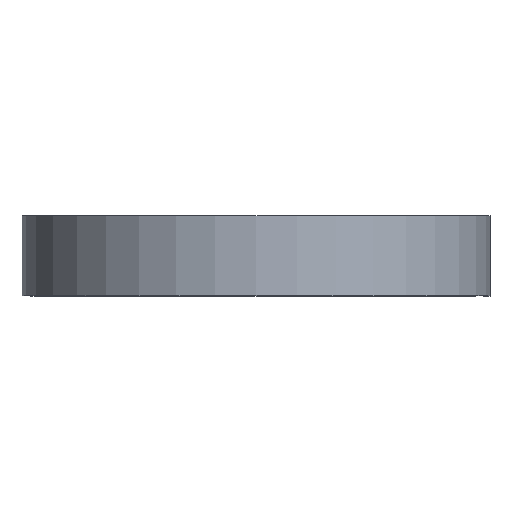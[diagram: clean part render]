
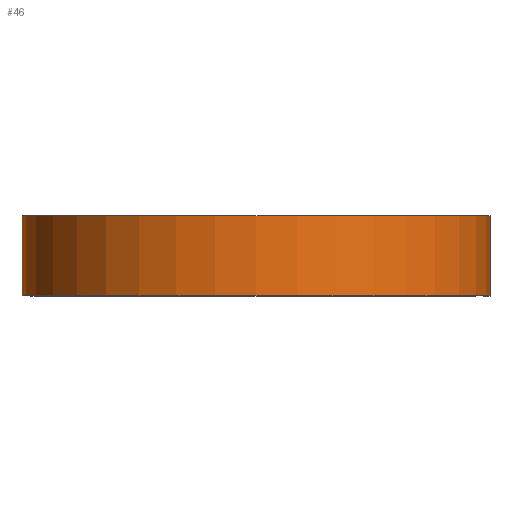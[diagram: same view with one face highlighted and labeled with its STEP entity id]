
A CAD part, top view. The second image highlights one B-rep face of the part: STEP entity #46.
In plain terms, the highlighted cylindrical face has radius 46.457 mm (diameter 92.913 mm), a partial arc.
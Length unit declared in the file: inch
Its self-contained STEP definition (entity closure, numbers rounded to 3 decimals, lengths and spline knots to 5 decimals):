
#12 = VERTEX_POINT ( 'NONE', #730 ) ;
#29 = VECTOR ( 'NONE', #728, 39.37008 ) ;
#36 = DIRECTION ( 'NONE',  ( 0., -1., 0. ) ) ;
#42 = ORIENTED_EDGE ( 'NONE', *, *, #213, .F. ) ;
#43 = CARTESIAN_POINT ( 'NONE',  ( 0., -0.3125, -1.829 ) ) ;
#46 = ADVANCED_FACE ( 'NONE', ( #468 ), #480, .T. ) ;
#53 = CIRCLE ( 'NONE', #107, 1.829 ) ;
#107 = AXIS2_PLACEMENT_3D ( 'NONE', #454, #438, #481 ) ;
#130 = LINE ( 'NONE', #668, #144 ) ;
#131 = DIRECTION ( 'NONE',  ( 0., 0., -1. ) ) ;
#132 = CARTESIAN_POINT ( 'NONE',  ( 0., 0.3125, -1.829 ) ) ;
#142 = EDGE_CURVE ( 'NONE', #366, #387, #53, .T. ) ;
#144 = VECTOR ( 'NONE', #36, 39.37008 ) ;
#179 = LINE ( 'NONE', #484, #29 ) ;
#213 = EDGE_CURVE ( 'NONE', #387, #12, #130, .T. ) ;
#253 = ORIENTED_EDGE ( 'NONE', *, *, #657, .T. ) ;
#295 = CARTESIAN_POINT ( 'NONE',  ( 0., 0.3125, 0. ) ) ;
#320 = AXIS2_PLACEMENT_3D ( 'NONE', #356, #360, #391 ) ;
#356 = CARTESIAN_POINT ( 'NONE',  ( 0., -0.3125, 0. ) ) ;
#360 = DIRECTION ( 'NONE',  ( 0., 1., 0. ) ) ;
#366 = VERTEX_POINT ( 'NONE', #132 ) ;
#387 = VERTEX_POINT ( 'NONE', #708 ) ;
#391 = DIRECTION ( 'NONE',  ( 1., 0., 0. ) ) ;
#404 = ORIENTED_EDGE ( 'NONE', *, *, #492, .T. ) ;
#438 = DIRECTION ( 'NONE',  ( 0., 1., 0. ) ) ;
#451 = EDGE_LOOP ( 'NONE', ( #253, #42, #666, #404 ) ) ;
#454 = CARTESIAN_POINT ( 'NONE',  ( 0., 0.3125, 0. ) ) ;
#468 = FACE_OUTER_BOUND ( 'NONE', #451, .T. ) ;
#480 = CYLINDRICAL_SURFACE ( 'NONE', #590, 1.829 ) ;
#481 = DIRECTION ( 'NONE',  ( 1., 0., 0. ) ) ;
#484 = CARTESIAN_POINT ( 'NONE',  ( 0., 0.3125, -1.829 ) ) ;
#492 = EDGE_CURVE ( 'NONE', #366, #569, #179, .T. ) ;
#569 = VERTEX_POINT ( 'NONE', #43 ) ;
#590 = AXIS2_PLACEMENT_3D ( 'NONE', #295, #735, #131 ) ;
#657 = EDGE_CURVE ( 'NONE', #569, #12, #726, .T. ) ;
#666 = ORIENTED_EDGE ( 'NONE', *, *, #142, .F. ) ;
#668 = CARTESIAN_POINT ( 'NONE',  ( 1.829, 0.3125, 0. ) ) ;
#708 = CARTESIAN_POINT ( 'NONE',  ( 1.829, 0.3125, 0. ) ) ;
#726 = CIRCLE ( 'NONE', #320, 1.829 ) ;
#728 = DIRECTION ( 'NONE',  ( 0., -1., 0. ) ) ;
#730 = CARTESIAN_POINT ( 'NONE',  ( 1.829, -0.3125, 0. ) ) ;
#735 = DIRECTION ( 'NONE',  ( 0., -1., 0. ) ) ;
